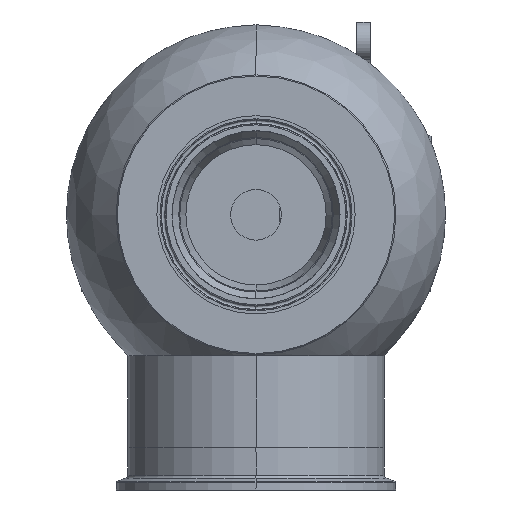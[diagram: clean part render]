
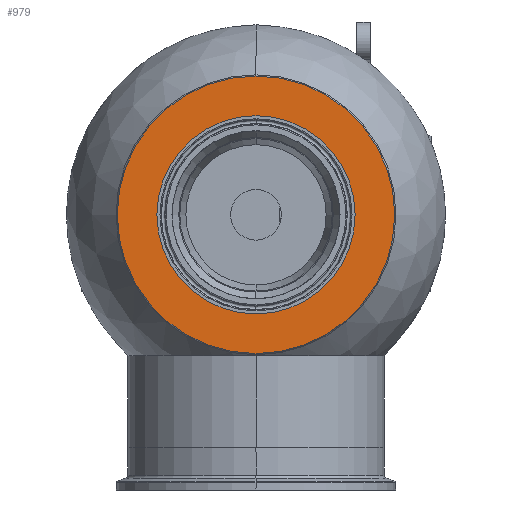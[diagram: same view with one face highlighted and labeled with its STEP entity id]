
A CAD part, front view. The second image highlights one B-rep face of the part: STEP entity #979.
In plain terms, the highlighted planar face has unit normal (0, -1, 0).
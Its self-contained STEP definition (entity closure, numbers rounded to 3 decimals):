
#168=CARTESIAN_POINT('',(0.,-96.,0.));
#169=DIRECTION('',(0.,-1.,0.));
#170=DIRECTION('',(0.,0.,1.));
#171=AXIS2_PLACEMENT_3D('',#168,#169,#170);
#173=CARTESIAN_POINT('',(0.,-96.,0.));
#174=DIRECTION('',(0.,1.,0.));
#175=DIRECTION('',(0.,0.,1.));
#176=AXIS2_PLACEMENT_3D('',#173,#174,#175);
#188=CARTESIAN_POINT('',(0.,-96.,0.));
#189=DIRECTION('',(0.,1.,0.));
#190=DIRECTION('',(0.,0.,1.));
#191=AXIS2_PLACEMENT_3D('',#188,#189,#190);
#211=CARTESIAN_POINT('',(0.,-96.,0.));
#212=DIRECTION('',(0.,1.,0.));
#213=DIRECTION('',(0.,0.,-1.));
#214=AXIS2_PLACEMENT_3D('',#211,#212,#213);
#688=CARTESIAN_POINT('',(0.,-96.,91.));
#689=VERTEX_POINT('',#688);
#690=CARTESIAN_POINT('',(0.,-96.,-91.));
#691=VERTEX_POINT('',#690);
#696=CARTESIAN_POINT('',(0.,-96.,56.6));
#697=CARTESIAN_POINT('',(0.,-96.,-56.6));
#698=VERTEX_POINT('',#696);
#699=VERTEX_POINT('',#697);
#964=CARTESIAN_POINT('',(0.,-96.,0.));
#965=DIRECTION('',(0.,1.,0.));
#966=DIRECTION('',(0.,0.,-1.));
#967=AXIS2_PLACEMENT_3D('',#964,#965,#966);
#968=PLANE('',#967);
#969=ORIENTED_EDGE('',*,*,#931,.F.);
#970=ORIENTED_EDGE('',*,*,#946,.T.);
#971=EDGE_LOOP('',(#969,#970));
#972=FACE_OUTER_BOUND('',#971,.F.);
#974=ORIENTED_EDGE('',*,*,#973,.F.);
#976=ORIENTED_EDGE('',*,*,#975,.F.);
#977=EDGE_LOOP('',(#974,#976));
#978=FACE_BOUND('',#977,.F.);
#979=ADVANCED_FACE('',(#972,#978),#968,.F.);
#172=CIRCLE('',#171,91.);
#177=CIRCLE('',#176,91.);
#192=CIRCLE('',#191,56.6);
#215=CIRCLE('',#214,56.6);
#931=EDGE_CURVE('',#689,#691,#172,.T.);
#946=EDGE_CURVE('',#689,#691,#177,.T.);
#973=EDGE_CURVE('',#698,#699,#192,.T.);
#975=EDGE_CURVE('',#699,#698,#215,.T.);
